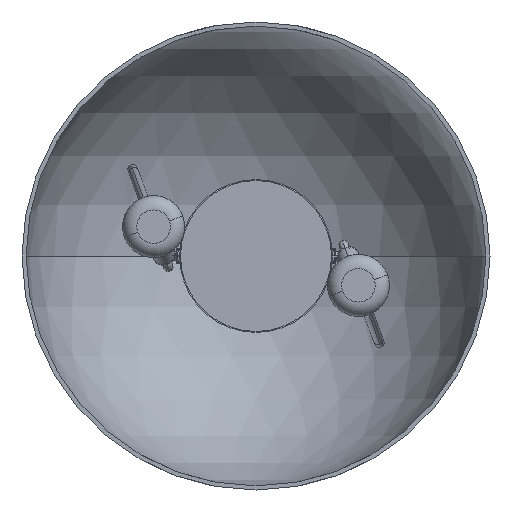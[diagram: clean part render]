
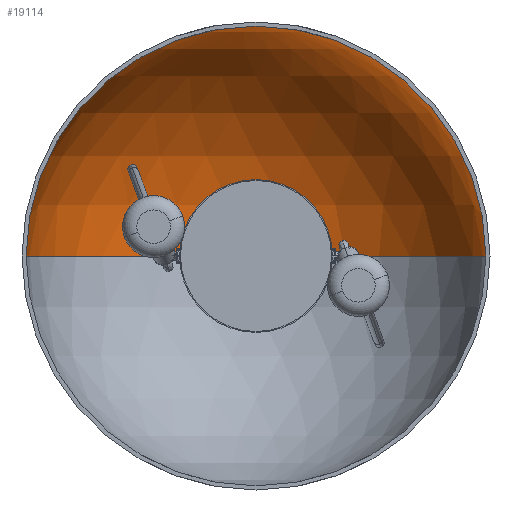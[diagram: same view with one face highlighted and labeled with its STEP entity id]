
A CAD part, front view. The second image highlights one B-rep face of the part: STEP entity #19114.
In plain terms, the highlighted spherical face has radius 152.797 mm.
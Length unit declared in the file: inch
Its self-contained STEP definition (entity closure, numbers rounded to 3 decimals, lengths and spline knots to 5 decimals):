
#355 = DIRECTION ( 'NONE',  ( 1., 0., 0. ) ) ;
#685 = EDGE_CURVE ( 'NONE', #18855, #786, #10265, .T. ) ;
#786 = VERTEX_POINT ( 'NONE', #9586 ) ;
#1131 = VERTEX_POINT ( 'NONE', #16602 ) ;
#1435 = CARTESIAN_POINT ( 'NONE',  ( 0., 0., 0. ) ) ;
#1536 = DIRECTION ( 'NONE',  ( -1., 0., 0. ) ) ;
#1720 = DIRECTION ( 'NONE',  ( -1., 0., 0. ) ) ;
#1852 = CARTESIAN_POINT ( 'NONE',  ( 0., 0., 0. ) ) ;
#3219 = AXIS2_PLACEMENT_3D ( 'NONE', #9372, #11196, #1720 ) ;
#3713 = DIRECTION ( 'NONE',  ( 1., 0., 0. ) ) ;
#4629 = ORIENTED_EDGE ( 'NONE', *, *, #11025, .T. ) ;
#5425 = AXIS2_PLACEMENT_3D ( 'NONE', #14249, #12768, #3713 ) ;
#5460 = ORIENTED_EDGE ( 'NONE', *, *, #11001, .T. ) ;
#5793 = AXIS2_PLACEMENT_3D ( 'NONE', #14208, #17404, #18518 ) ;
#5920 = CARTESIAN_POINT ( 'NONE',  ( -0.375, 6.00393, 0. ) ) ;
#6202 = ORIENTED_EDGE ( 'NONE', *, *, #685, .T. ) ;
#6337 = CIRCLE ( 'NONE', #19506, 6.01563 ) ;
#7310 = CIRCLE ( 'NONE', #18510, 0.375 ) ;
#7370 = ORIENTED_EDGE ( 'NONE', *, *, #19835, .F. ) ;
#8425 = EDGE_LOOP ( 'NONE', ( #16908, #4629, #5460, #6202, #7370 ) ) ;
#9226 = EDGE_CURVE ( 'NONE', #18726, #1131, #11906, .T. ) ;
#9372 = CARTESIAN_POINT ( 'NONE',  ( 0., 0., 0. ) ) ;
#9586 = CARTESIAN_POINT ( 'NONE',  ( 0.375, 6.00393, 0. ) ) ;
#9600 = DIRECTION ( 'NONE',  ( 0., 0., -1. ) ) ;
#10265 = CIRCLE ( 'NONE', #5793, 0.375 ) ;
#11001 = EDGE_CURVE ( 'NONE', #16590, #18855, #7310, .T. ) ;
#11025 = EDGE_CURVE ( 'NONE', #18726, #16590, #6337, .T. ) ;
#11196 = DIRECTION ( 'NONE',  ( 0., 1., 0. ) ) ;
#11416 = SPHERICAL_SURFACE ( 'NONE', #13747, 6.01563 ) ;
#11906 = CIRCLE ( 'NONE', #3219, 6.01563 ) ;
#12037 = DIRECTION ( 'NONE',  ( 0., 1., 0. ) ) ;
#12230 = CARTESIAN_POINT ( 'NONE',  ( 0., 6.00393, 0. ) ) ;
#12768 = DIRECTION ( 'NONE',  ( 0., 0., 1. ) ) ;
#13747 = AXIS2_PLACEMENT_3D ( 'NONE', #1852, #9600, #355 ) ;
#14208 = CARTESIAN_POINT ( 'NONE',  ( 0., 6.00393, 0. ) ) ;
#14249 = CARTESIAN_POINT ( 'NONE',  ( 0., 0., 0. ) ) ;
#15299 = DIRECTION ( 'NONE',  ( 0., 0., -1. ) ) ;
#15331 = CIRCLE ( 'NONE', #5425, 6.01563 ) ;
#16514 = CARTESIAN_POINT ( 'NONE',  ( -6.01563, 0., 0. ) ) ;
#16590 = VERTEX_POINT ( 'NONE', #5920 ) ;
#16602 = CARTESIAN_POINT ( 'NONE',  ( 6.01563, 0., 0. ) ) ;
#16719 = DIRECTION ( 'NONE',  ( 0., 0., -1. ) ) ;
#16908 = ORIENTED_EDGE ( 'NONE', *, *, #9226, .F. ) ;
#17404 = DIRECTION ( 'NONE',  ( 0., 1., 0. ) ) ;
#17417 = FACE_OUTER_BOUND ( 'NONE', #8425, .T. ) ;
#18510 = AXIS2_PLACEMENT_3D ( 'NONE', #12230, #12037, #16719 ) ;
#18518 = DIRECTION ( 'NONE',  ( 0., 0., -1. ) ) ;
#18726 = VERTEX_POINT ( 'NONE', #16514 ) ;
#18855 = VERTEX_POINT ( 'NONE', #19716 ) ;
#19114 = ADVANCED_FACE ( 'NONE', ( #17417 ), #11416, .F. ) ;
#19506 = AXIS2_PLACEMENT_3D ( 'NONE', #1435, #15299, #1536 ) ;
#19716 = CARTESIAN_POINT ( 'NONE',  ( 0., 6.00393, 0.375 ) ) ;
#19835 = EDGE_CURVE ( 'NONE', #1131, #786, #15331, .T. ) ;
